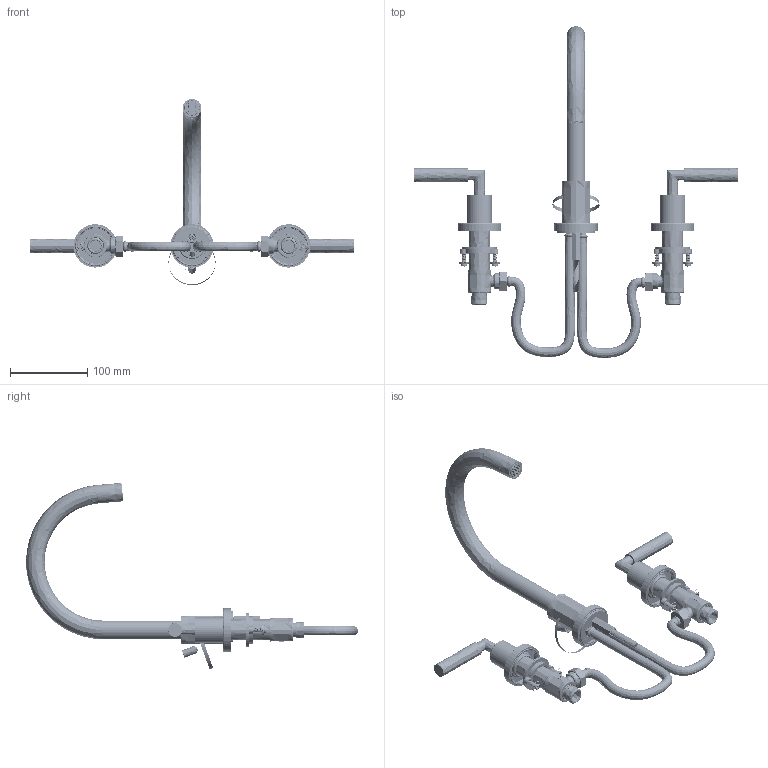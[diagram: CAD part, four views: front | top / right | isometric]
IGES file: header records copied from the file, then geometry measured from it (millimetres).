
Start section: SolidWorks IGES file using analytic representation for surfaces
Global section: file name: TE420.IGS; native system: SolidWorks 2019; preprocessor: SolidWorks 2019; author: adam.jones; date: 201111.075340; units: millimetre
Bounding box: 419.5 x 429.26 x 241 mm (x, y, z)
Surface area: 315676.1 mm2 (no closed solid volume)
Topology: 0 solids, 0 shells, 5636 faces, 76285 edges, 76251 vertices
Faces by surface type: revolution 3033, bspline 2603
